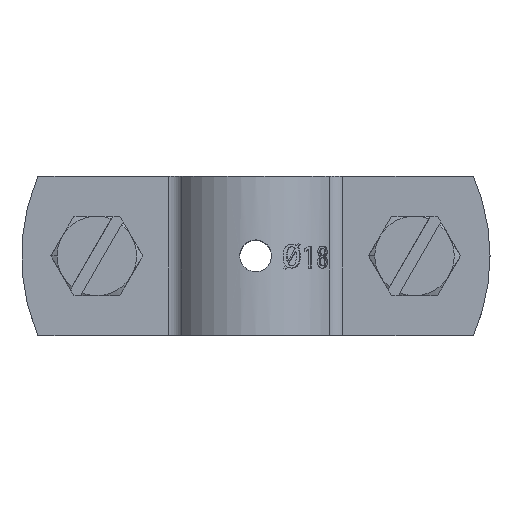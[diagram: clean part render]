
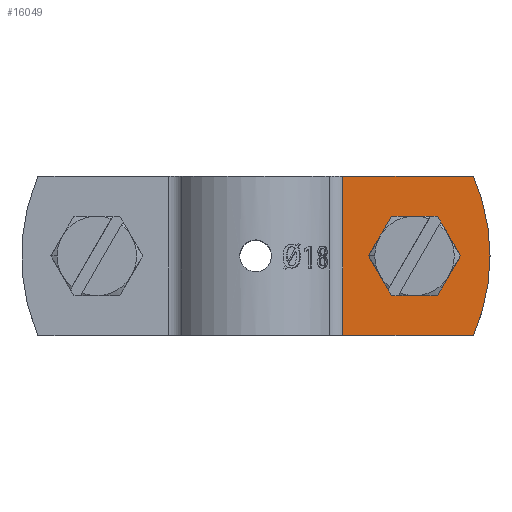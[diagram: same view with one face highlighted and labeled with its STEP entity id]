
A CAD part, top view. The second image highlights one B-rep face of the part: STEP entity #16049.
In plain terms, the highlighted planar face has unit normal (0, 0, 1).
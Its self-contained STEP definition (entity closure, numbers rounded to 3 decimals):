
#56 = VERTEX_POINT ( 'NONE', #5130 ) ;
#156 = LINE ( 'NONE', #14705, #5887 ) ;
#167 = CARTESIAN_POINT ( 'NONE',  ( 29.485, 0., 5. ) ) ;
#235 = FACE_OUTER_BOUND ( 'NONE', #12259, .T. ) ;
#533 = CARTESIAN_POINT ( 'NONE',  ( 10.954, 10., 5. ) ) ;
#663 = CARTESIAN_POINT ( 'NONE',  ( 4.485, 0., 5. ) ) ;
#736 = ORIENTED_EDGE ( 'NONE', *, *, #4194, .F. ) ;
#859 = LINE ( 'NONE', #2358, #2587 ) ;
#1017 = DIRECTION ( 'NONE',  ( 0., 0., 1. ) ) ;
#1035 = DIRECTION ( 'NONE',  ( -1., 0., 0. ) ) ;
#1707 = AXIS2_PLACEMENT_3D ( 'NONE', #3474, #14079, #8754 ) ;
#2358 = CARTESIAN_POINT ( 'NONE',  ( 10.954, -10., 5. ) ) ;
#2587 = VECTOR ( 'NONE', #14365, 1000. ) ;
#3405 = AXIS2_PLACEMENT_3D ( 'NONE', #15754, #1017, #3829 ) ;
#3419 = VECTOR ( 'NONE', #1035, 1000. ) ;
#3474 = CARTESIAN_POINT ( 'NONE',  ( 4.485, 0., 5. ) ) ;
#3481 = CARTESIAN_POINT ( 'NONE',  ( 22.814, 3.5, 5. ) ) ;
#3569 = ORIENTED_EDGE ( 'NONE', *, *, #14284, .F. ) ;
#3612 = VERTEX_POINT ( 'NONE', #12723 ) ;
#3829 = DIRECTION ( 'NONE',  ( -1., 0., 0. ) ) ;
#4194 = EDGE_CURVE ( 'NONE', #6096, #10146, #14214, .T. ) ;
#4226 = EDGE_CURVE ( 'NONE', #10146, #15976, #14773, .T. ) ;
#5115 = LINE ( 'NONE', #13088, #15095 ) ;
#5130 = CARTESIAN_POINT ( 'NONE',  ( 17.157, -3.5, 5. ) ) ;
#5162 = CARTESIAN_POINT ( 'NONE',  ( 19.985, 0., 5. ) ) ;
#5329 = DIRECTION ( 'NONE',  ( 0., 0., 1. ) ) ;
#5577 = CARTESIAN_POINT ( 'NONE',  ( 10.954, 10., 5. ) ) ;
#5599 = AXIS2_PLACEMENT_3D ( 'NONE', #663, #12851, #16807 ) ;
#5735 = ORIENTED_EDGE ( 'NONE', *, *, #7615, .T. ) ;
#5887 = VECTOR ( 'NONE', #10599, 1000. ) ;
#6096 = VERTEX_POINT ( 'NONE', #10462 ) ;
#6448 = VERTEX_POINT ( 'NONE', #533 ) ;
#6450 = CIRCLE ( 'NONE', #3405, 4.5 ) ;
#6953 = FACE_BOUND ( 'NONE', #7983, .T. ) ;
#7060 = EDGE_CURVE ( 'NONE', #6448, #10820, #5115, .T. ) ;
#7065 = CIRCLE ( 'NONE', #15703, 4.5 ) ;
#7558 = CARTESIAN_POINT ( 'NONE',  ( 24.485, 0., 5. ) ) ;
#7589 = DIRECTION ( 'NONE',  ( 0., 0., 1. ) ) ;
#7615 = EDGE_CURVE ( 'NONE', #10820, #15976, #859, .T. ) ;
#7983 = EDGE_LOOP ( 'NONE', ( #15399, #8313, #9287, #14483, #3569 ) ) ;
#8024 = ORIENTED_EDGE ( 'NONE', *, *, #16554, .F. ) ;
#8313 = ORIENTED_EDGE ( 'NONE', *, *, #10864, .F. ) ;
#8412 = DIRECTION ( 'NONE',  ( 0., 0., -1. ) ) ;
#8464 = DIRECTION ( 'NONE',  ( 1., 0., 0. ) ) ;
#8616 = CARTESIAN_POINT ( 'NONE',  ( 22.814, -3.5, 5. ) ) ;
#8754 = DIRECTION ( 'NONE',  ( 1., 0., 0. ) ) ;
#8991 = EDGE_CURVE ( 'NONE', #56, #15146, #15100, .T. ) ;
#9287 = ORIENTED_EDGE ( 'NONE', *, *, #15827, .F. ) ;
#9791 = CIRCLE ( 'NONE', #12020, 4.5 ) ;
#10098 = LINE ( 'NONE', #12970, #3419 ) ;
#10146 = VERTEX_POINT ( 'NONE', #167 ) ;
#10345 = ORIENTED_EDGE ( 'NONE', *, *, #4226, .F. ) ;
#10462 = CARTESIAN_POINT ( 'NONE',  ( 27.398, 10., 5. ) ) ;
#10599 = DIRECTION ( 'NONE',  ( 1., 0., 0. ) ) ;
#10616 = CARTESIAN_POINT ( 'NONE',  ( 10.954, -10., 5. ) ) ;
#10820 = VERTEX_POINT ( 'NONE', #10616 ) ;
#10853 = DIRECTION ( 'NONE',  ( -1., 0., 0. ) ) ;
#10864 = EDGE_CURVE ( 'NONE', #3612, #56, #7065, .T. ) ;
#11264 = CARTESIAN_POINT ( 'NONE',  ( 17.157, -3.5, 5. ) ) ;
#12020 = AXIS2_PLACEMENT_3D ( 'NONE', #5162, #5329, #17178 ) ;
#12259 = EDGE_LOOP ( 'NONE', ( #5735, #10345, #736, #8024, #13247 ) ) ;
#12723 = CARTESIAN_POINT ( 'NONE',  ( 17.157, 3.5, 5. ) ) ;
#12851 = DIRECTION ( 'NONE',  ( 0., 0., -1. ) ) ;
#12970 = CARTESIAN_POINT ( 'NONE',  ( 22.814, 3.5, 5. ) ) ;
#13050 = CARTESIAN_POINT ( 'NONE',  ( 27.398, -10., 5. ) ) ;
#13088 = CARTESIAN_POINT ( 'NONE',  ( 10.954, 10., 5. ) ) ;
#13124 = DIRECTION ( 'NONE',  ( -1., 0., 0. ) ) ;
#13247 = ORIENTED_EDGE ( 'NONE', *, *, #7060, .T. ) ;
#13264 = DIRECTION ( 'NONE',  ( 0., -1., 0. ) ) ;
#13737 = PLANE ( 'NONE',  #15610 ) ;
#14079 = DIRECTION ( 'NONE',  ( 0., 0., -1. ) ) ;
#14214 = CIRCLE ( 'NONE', #5599, 25. ) ;
#14284 = EDGE_CURVE ( 'NONE', #15146, #14304, #6450, .T. ) ;
#14304 = VERTEX_POINT ( 'NONE', #7558 ) ;
#14365 = DIRECTION ( 'NONE',  ( 1., 0., 0. ) ) ;
#14483 = ORIENTED_EDGE ( 'NONE', *, *, #15948, .F. ) ;
#14563 = VECTOR ( 'NONE', #8464, 1000. ) ;
#14705 = CARTESIAN_POINT ( 'NONE',  ( 10.954, 10., 5. ) ) ;
#14773 = CIRCLE ( 'NONE', #1707, 25. ) ;
#15095 = VECTOR ( 'NONE', #13264, 1000. ) ;
#15100 = LINE ( 'NONE', #11264, #14563 ) ;
#15146 = VERTEX_POINT ( 'NONE', #8616 ) ;
#15399 = ORIENTED_EDGE ( 'NONE', *, *, #8991, .F. ) ;
#15610 = AXIS2_PLACEMENT_3D ( 'NONE', #5577, #8412, #10853 ) ;
#15703 = AXIS2_PLACEMENT_3D ( 'NONE', #17193, #7589, #13124 ) ;
#15754 = CARTESIAN_POINT ( 'NONE',  ( 19.985, 0., 5. ) ) ;
#15827 = EDGE_CURVE ( 'NONE', #16107, #3612, #10098, .T. ) ;
#15948 = EDGE_CURVE ( 'NONE', #14304, #16107, #9791, .T. ) ;
#15976 = VERTEX_POINT ( 'NONE', #13050 ) ;
#16049 = ADVANCED_FACE ( 'NONE', ( #6953, #235 ), #13737, .F. ) ;
#16107 = VERTEX_POINT ( 'NONE', #3481 ) ;
#16554 = EDGE_CURVE ( 'NONE', #6448, #6096, #156, .T. ) ;
#16807 = DIRECTION ( 'NONE',  ( 1., 0., 0. ) ) ;
#17178 = DIRECTION ( 'NONE',  ( -1., 0., 0. ) ) ;
#17193 = CARTESIAN_POINT ( 'NONE',  ( 19.985, 0., 5. ) ) ;
